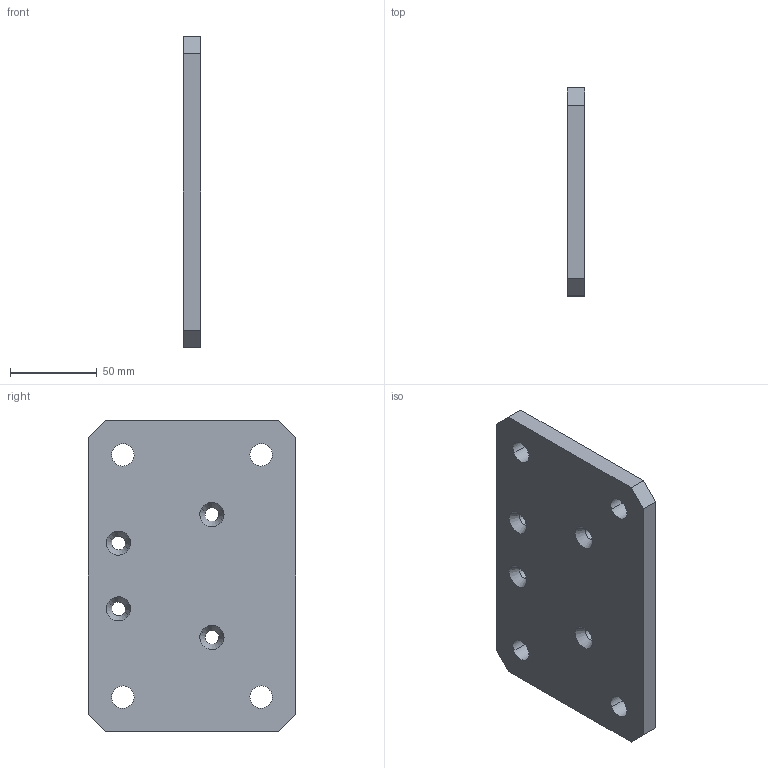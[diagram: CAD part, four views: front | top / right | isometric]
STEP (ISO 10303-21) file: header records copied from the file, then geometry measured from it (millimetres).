
FILE_DESCRIPTION(('CATIA V5 STEP'),'2;1');
FILE_NAME('PLATINE POTEAU.stp','2022-02-08T12:00:13+00:00',('none'),('none'),'CATIA Version 5 Release 21 SP 6 (IN-10)','CATIA V5 STEP AP203','none');
FILE_SCHEMA(('CONFIG_CONTROL_DESIGN'));
Length unit declared in the file: millimetre
Products named in the file (1): PLATINE POTEAU
Bounding box: 10 x 120 x 180 mm (x, y, z)
Volume: 205700.6 mm3; surface area: 49633 mm2
Topology: 1 solids, 1 shells, 34 faces, 88 edges, 56 vertices
Faces by surface type: cylinder 16, plane 10, cone 8
Entity records: 1021 total; most frequent: ORIENTED_EDGE 176, CARTESIAN_POINT 167, DIRECTION 132, EDGE_CURVE 88, AXIS2_PLACEMENT_3D 63, VERTEX_POINT 56, EDGE_LOOP 50, VECTOR 48
